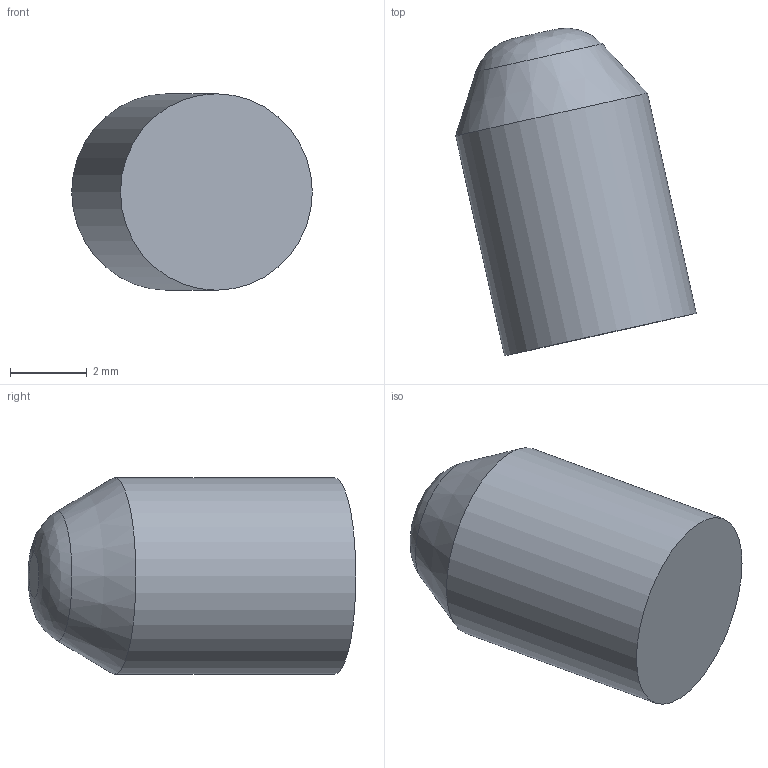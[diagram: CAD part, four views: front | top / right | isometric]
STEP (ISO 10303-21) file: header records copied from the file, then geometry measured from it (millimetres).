
FILE_DESCRIPTION(/* description */ (''),/* implementation_level */ '2;1');
FILE_NAME(/* name */ '_M20L-caps.ipt.step',/* time_stamp */ '2015-01-02T19:21:35-08:00',/* author */ ('Philip'),/* organization */ (''),/* preprocessor_version */ 'ST-DEVELOPER v15.6',/* originating_system */ 'Autodesk Inventor 2015',/* authorisation */ '');
FILE_SCHEMA (('AUTOMOTIVE_DESIGN { 1 0 10303 214 3 1 1 }'));
Length unit declared in the file: inch
Products named in the file (1): _M20L-caps
Bounding box: 6.25 x 8.52 x 5.11 mm (x, y, z)
Volume: 145.3 mm3; surface area: 148.6 mm2
Topology: 1 solids, 1 shells, 5 faces, 9 edges, 6 vertices
Faces by surface type: plane 2, cylinder 1, cone 1, bspline 1
Full cylindrical faces by diameter (mm): 5.105 x1
Entity records: 166 total; most frequent: CARTESIAN_POINT 47, DIRECTION 22, ORIENTED_EDGE 14, AXIS2_PLACEMENT_3D 11, EDGE_LOOP 7, EDGE_CURVE 7, CIRCLE 6, VERTEX_POINT 6
